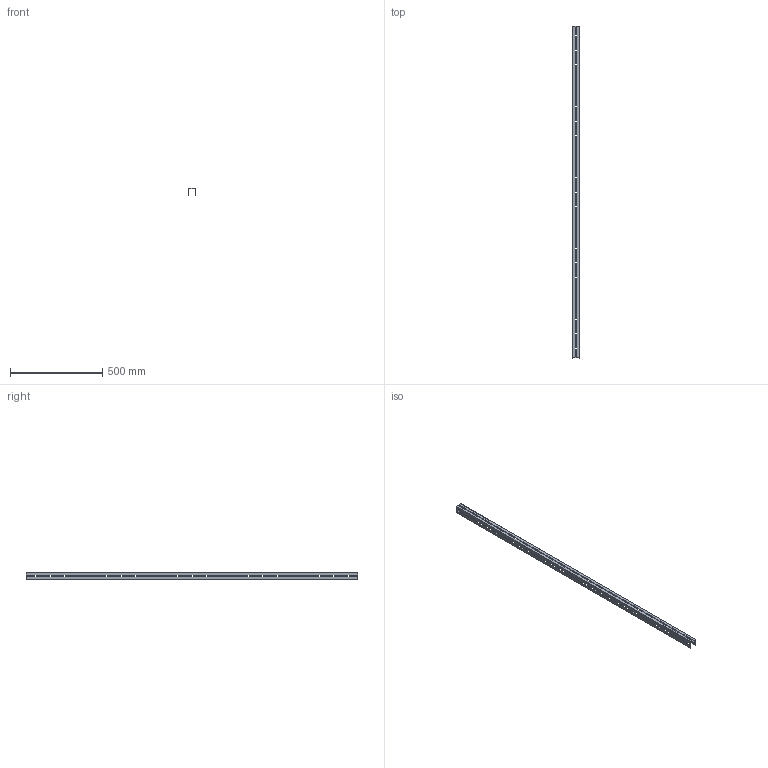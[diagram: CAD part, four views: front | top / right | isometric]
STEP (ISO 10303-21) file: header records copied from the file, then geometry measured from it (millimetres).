
FILE_DESCRIPTION (( 'STEP AP214' ), '1' );
FILE_NAME ('mb15-04-05p Âåðòèêàëüíûé Ï-îáðàçíûé ïðîôèëü 1800 (äëÿ 2000õØõÃ).STEP', '2021-02-05T13:10:26', ( '' ), ( '' ), 'SwSTEP 2.0', 'SolidWorks 2021', '' );
FILE_SCHEMA (( 'AUTOMOTIVE_DESIGN' ));
Length unit declared in the file: millimetre
Products named in the file (1): mb15-04-05p Âåðòèêàëüíûé Ï-îáðàçíûé ïðîôèëü 1800 (äëÿ 2000õØõÃ)
Bounding box: 40 x 1800 x 40 mm (x, y, z)
Volume: 266062.3 mm3; surface area: 376100.2 mm2
Topology: 1 solids, 1 shells, 634 faces, 1880 edges, 1248 vertices
Faces by surface type: plane 324, cylinder 310
Entity records: 22002 total; most frequent: DIRECTION 3770, CARTESIAN_POINT 3763, ORIENTED_EDGE 3760, EDGE_CURVE 1880, LINE 1260, VECTOR 1260, AXIS2_PLACEMENT_3D 1255, VERTEX_POINT 1248
